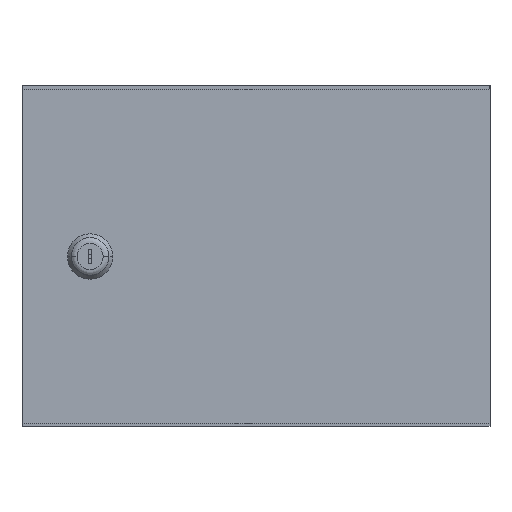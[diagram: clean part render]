
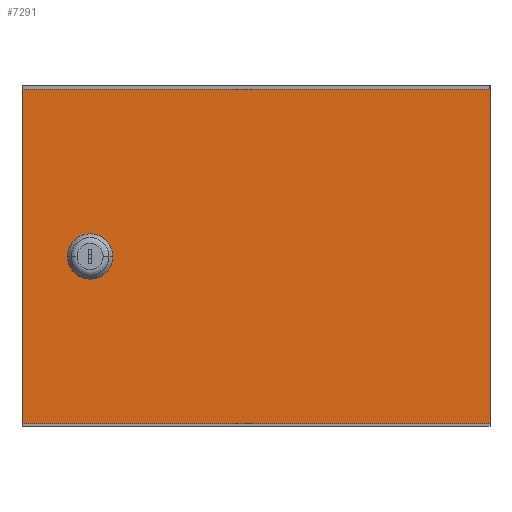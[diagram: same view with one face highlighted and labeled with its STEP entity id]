
A CAD part, top view. The second image highlights one B-rep face of the part: STEP entity #7291.
In plain terms, the highlighted planar face has unit normal (0, 0, 1).
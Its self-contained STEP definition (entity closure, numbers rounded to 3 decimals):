
#82 = EDGE_CURVE ( 'NONE', #9442, #2421, #2255, .T. ) ;
#96 = CARTESIAN_POINT ( 'NONE',  ( -101., 0., 0. ) ) ;
#161 = EDGE_LOOP ( 'NONE', ( #7256, #4768, #16006, #16129 ) ) ;
#612 = VECTOR ( 'NONE', #7238, 1000. ) ;
#776 = CIRCLE ( 'NONE', #4395, 16. ) ;
#1364 = DIRECTION ( 'NONE',  ( 0., 0., 1. ) ) ;
#1598 = CARTESIAN_POINT ( 'NONE',  ( -165., 118., 0. ) ) ;
#2166 = DIRECTION ( 'NONE',  ( 0., 0., 1. ) ) ;
#2255 = LINE ( 'NONE', #14741, #612 ) ;
#2311 = VERTEX_POINT ( 'NONE', #9661 ) ;
#2321 = EDGE_CURVE ( 'NONE', #12157, #2311, #2802, .T. ) ;
#2421 = VERTEX_POINT ( 'NONE', #8697 ) ;
#2503 = EDGE_CURVE ( 'NONE', #7037, #9442, #7556, .T. ) ;
#2611 = EDGE_CURVE ( 'NONE', #2311, #12157, #776, .T. ) ;
#2802 = CIRCLE ( 'NONE', #11933, 16. ) ;
#2911 = DIRECTION ( 'NONE',  ( 0., -1., 0. ) ) ;
#3630 = VECTOR ( 'NONE', #8935, 1000. ) ;
#3974 = DIRECTION ( 'NONE',  ( -1., 0., 0. ) ) ;
#4119 = LINE ( 'NONE', #10185, #12884 ) ;
#4395 = AXIS2_PLACEMENT_3D ( 'NONE', #12540, #1364, #6333 ) ;
#4768 = ORIENTED_EDGE ( 'NONE', *, *, #12281, .F. ) ;
#5609 = LINE ( 'NONE', #11820, #10560 ) ;
#6333 = DIRECTION ( 'NONE',  ( 1., 0., 0. ) ) ;
#7025 = ORIENTED_EDGE ( 'NONE', *, *, #2611, .F. ) ;
#7037 = VERTEX_POINT ( 'NONE', #11941 ) ;
#7238 = DIRECTION ( 'NONE',  ( 0., -1., 0. ) ) ;
#7256 = ORIENTED_EDGE ( 'NONE', *, *, #9681, .F. ) ;
#7291 = ADVANCED_FACE ( 'NONE', ( #13961, #11268 ), #11354, .T. ) ;
#7556 = LINE ( 'NONE', #1598, #3630 ) ;
#7729 = EDGE_LOOP ( 'NONE', ( #12926, #7025 ) ) ;
#8697 = CARTESIAN_POINT ( 'NONE',  ( -165., -118., 0. ) ) ;
#8826 = CARTESIAN_POINT ( 'NONE',  ( -165., 118., 0. ) ) ;
#8935 = DIRECTION ( 'NONE',  ( -1., 0., 0. ) ) ;
#9442 = VERTEX_POINT ( 'NONE', #13047 ) ;
#9577 = DIRECTION ( 'NONE',  ( 1., 0., 0. ) ) ;
#9661 = CARTESIAN_POINT ( 'NONE',  ( -133., 0., 0. ) ) ;
#9681 = EDGE_CURVE ( 'NONE', #14591, #2421, #4119, .T. ) ;
#9879 = DIRECTION ( 'NONE',  ( 0., 0., 1. ) ) ;
#10185 = CARTESIAN_POINT ( 'NONE',  ( -165., -118., 0. ) ) ;
#10560 = VECTOR ( 'NONE', #2911, 1000. ) ;
#11268 = FACE_BOUND ( 'NONE', #7729, .T. ) ;
#11336 = CARTESIAN_POINT ( 'NONE',  ( 165., -118., 0. ) ) ;
#11354 = PLANE ( 'NONE',  #14086 ) ;
#11820 = CARTESIAN_POINT ( 'NONE',  ( 165., 118., 0. ) ) ;
#11933 = AXIS2_PLACEMENT_3D ( 'NONE', #13339, #2166, #9577 ) ;
#11941 = CARTESIAN_POINT ( 'NONE',  ( 165., 118., 0. ) ) ;
#12157 = VERTEX_POINT ( 'NONE', #96 ) ;
#12281 = EDGE_CURVE ( 'NONE', #7037, #14591, #5609, .T. ) ;
#12540 = CARTESIAN_POINT ( 'NONE',  ( -117., 0., 0. ) ) ;
#12884 = VECTOR ( 'NONE', #3974, 1000. ) ;
#12926 = ORIENTED_EDGE ( 'NONE', *, *, #2321, .F. ) ;
#13047 = CARTESIAN_POINT ( 'NONE',  ( -165., 118., 0. ) ) ;
#13339 = CARTESIAN_POINT ( 'NONE',  ( -117., 0., 0. ) ) ;
#13961 = FACE_OUTER_BOUND ( 'NONE', #161, .T. ) ;
#14086 = AXIS2_PLACEMENT_3D ( 'NONE', #8826, #9879, #15202 ) ;
#14591 = VERTEX_POINT ( 'NONE', #11336 ) ;
#14741 = CARTESIAN_POINT ( 'NONE',  ( -165., 118., 0. ) ) ;
#15202 = DIRECTION ( 'NONE',  ( 1., 0., 0. ) ) ;
#16006 = ORIENTED_EDGE ( 'NONE', *, *, #2503, .T. ) ;
#16129 = ORIENTED_EDGE ( 'NONE', *, *, #82, .T. ) ;
